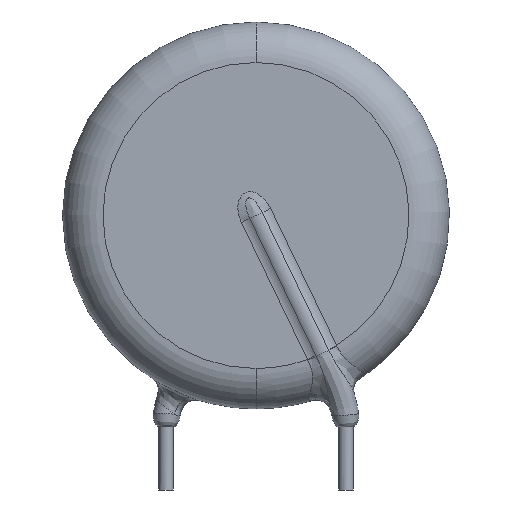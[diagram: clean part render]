
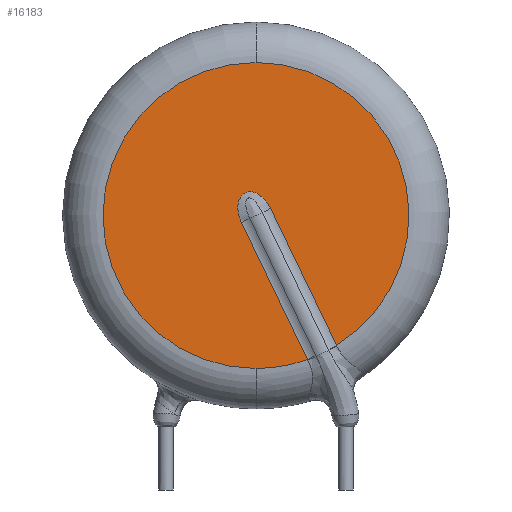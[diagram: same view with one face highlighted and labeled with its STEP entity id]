
A CAD part, front view. The second image highlights one B-rep face of the part: STEP entity #16183.
In plain terms, the highlighted planar face has unit normal (0, -1, 0).
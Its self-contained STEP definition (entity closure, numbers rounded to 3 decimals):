
#233 = CARTESIAN_POINT ( 'NONE',  ( 0.812, -2.25, 12.142 ) ) ;
#304 = CARTESIAN_POINT ( 'NONE',  ( 0.478, -2.25, 12.648 ) ) ;
#397 = VECTOR ( 'NONE', #17220, 1000. ) ;
#439 = CARTESIAN_POINT ( 'NONE',  ( 0., -2.25, 3.25 ) ) ;
#566 = CIRCLE ( 'NONE', #9546, 8.5 ) ;
#1156 = DIRECTION ( 'NONE',  ( 0., 1., 0. ) ) ;
#1938 = ORIENTED_EDGE ( 'NONE', *, *, #3937, .F. ) ;
#2017 = EDGE_CURVE ( 'NONE', #3780, #13280, #16363, .T. ) ;
#2649 = CARTESIAN_POINT ( 'NONE',  ( 0., -2.25, 20.25 ) ) ;
#2839 = CARTESIAN_POINT ( 'NONE',  ( 0.666, -2.25, 12.408 ) ) ;
#2927 = CARTESIAN_POINT ( 'NONE',  ( -0.461, -2.25, 13.061 ) ) ;
#2997 = DIRECTION ( 'NONE',  ( 0., 0., 1. ) ) ;
#3095 = CARTESIAN_POINT ( 'NONE',  ( -0.308, -2.25, 13.074 ) ) ;
#3273 = FACE_OUTER_BOUND ( 'NONE', #14764, .T. ) ;
#3698 = CARTESIAN_POINT ( 'NONE',  ( -0.812, -2.25, 11.358 ) ) ;
#3780 = VERTEX_POINT ( 'NONE', #5640 ) ;
#3937 = EDGE_CURVE ( 'NONE', #13280, #7218, #566, .T. ) ;
#3946 = CIRCLE ( 'NONE', #5338, 8.5 ) ;
#4155 = ORIENTED_EDGE ( 'NONE', *, *, #2017, .F. ) ;
#4164 = CARTESIAN_POINT ( 'NONE',  ( -0.878, -2.25, 11.496 ) ) ;
#4429 = PLANE ( 'NONE',  #13687 ) ;
#4484 = EDGE_CURVE ( 'NONE', #7218, #16239, #3946, .T. ) ;
#4491 = CARTESIAN_POINT ( 'NONE',  ( -0.845, -2.25, 12.818 ) ) ;
#4749 = EDGE_CURVE ( 'NONE', #9266, #12448, #15735, .T. ) ;
#5338 = AXIS2_PLACEMENT_3D ( 'NONE', #11807, #15145, #14891 ) ;
#5442 = ORIENTED_EDGE ( 'NONE', *, *, #4484, .F. ) ;
#5461 = ORIENTED_EDGE ( 'NONE', *, *, #8803, .T. ) ;
#5640 = CARTESIAN_POINT ( 'NONE',  ( 2.86, -2.25, 3.746 ) ) ;
#5737 = CARTESIAN_POINT ( 'NONE',  ( 0., -2.25, 11.75 ) ) ;
#6488 = DIRECTION ( 'NONE',  ( 0., 0., 1. ) ) ;
#6670 = ORIENTED_EDGE ( 'NONE', *, *, #4749, .T. ) ;
#6875 = CARTESIAN_POINT ( 'NONE',  ( -1.003, -2.25, 12.388 ) ) ;
#6960 = CARTESIAN_POINT ( 'NONE',  ( -0.975, -2.25, 12.541 ) ) ;
#7133 = CARTESIAN_POINT ( 'NONE',  ( -0.997, -2.25, 11.933 ) ) ;
#7218 = VERTEX_POINT ( 'NONE', #2649 ) ;
#7652 = DIRECTION ( 'NONE',  ( 0.434, 0., -0.901 ) ) ;
#7943 = ORIENTED_EDGE ( 'NONE', *, *, #9442, .T. ) ;
#8207 = CARTESIAN_POINT ( 'NONE',  ( -0.536, -2.25, 13.041 ) ) ;
#8260 = AXIS2_PLACEMENT_3D ( 'NONE', #13468, #14945, #2997 ) ;
#8803 = EDGE_CURVE ( 'NONE', #12448, #16239, #14127, .T. ) ;
#9266 = VERTEX_POINT ( 'NONE', #11515 ) ;
#9442 = EDGE_CURVE ( 'NONE', #3780, #9266, #11873, .T. ) ;
#9525 = CARTESIAN_POINT ( 'NONE',  ( 0.129, -2.25, 12.939 ) ) ;
#9546 = AXIS2_PLACEMENT_3D ( 'NONE', #15886, #1156, #6488 ) ;
#10260 = CARTESIAN_POINT ( 'NONE',  ( 0.812, -2.25, 12.142 ) ) ;
#10443 = VECTOR ( 'NONE', #7652, 1000. ) ;
#10918 = CARTESIAN_POINT ( 'NONE',  ( -0.812, -2.25, 11.358 ) ) ;
#11099 = DIRECTION ( 'NONE',  ( 0., 0., 1. ) ) ;
#11515 = CARTESIAN_POINT ( 'NONE',  ( -0.812, -2.25, 11.358 ) ) ;
#11517 = CARTESIAN_POINT ( 'NONE',  ( 4.484, -2.25, 4.529 ) ) ;
#11807 = CARTESIAN_POINT ( 'NONE',  ( 0., -2.25, 11.75 ) ) ;
#11873 = LINE ( 'NONE', #3698, #397 ) ;
#12234 = CARTESIAN_POINT ( 'NONE',  ( -0.007, -2.25, 13.013 ) ) ;
#12448 = VERTEX_POINT ( 'NONE', #13213 ) ;
#12497 = CARTESIAN_POINT ( 'NONE',  ( -0.741, -2.25, 12.94 ) ) ;
#13213 = CARTESIAN_POINT ( 'NONE',  ( 0.812, -2.25, 12.142 ) ) ;
#13280 = VERTEX_POINT ( 'NONE', #439 ) ;
#13468 = CARTESIAN_POINT ( 'NONE',  ( 0., -2.25, 11.75 ) ) ;
#13687 = AXIS2_PLACEMENT_3D ( 'NONE', #5737, #15369, #11099 ) ;
#13729 = CARTESIAN_POINT ( 'NONE',  ( -1.014, -2.25, 12.086 ) ) ;
#14127 = LINE ( 'NONE', #10260, #10443 ) ;
#14764 = EDGE_LOOP ( 'NONE', ( #4155, #7943, #6670, #5461, #5442, #1938 ) ) ;
#14891 = DIRECTION ( 'NONE',  ( 0., 0., 1. ) ) ;
#14945 = DIRECTION ( 'NONE',  ( 0., 1., 0. ) ) ;
#14963 = CARTESIAN_POINT ( 'NONE',  ( -0.929, -2.25, 11.638 ) ) ;
#15145 = DIRECTION ( 'NONE',  ( 0., 1., 0. ) ) ;
#15201 = CARTESIAN_POINT ( 'NONE',  ( 0.371, -2.25, 12.757 ) ) ;
#15369 = DIRECTION ( 'NONE',  ( 0., 1., 0. ) ) ;
#15735 = B_SPLINE_CURVE_WITH_KNOTS ( 'NONE', 3,
 ( #10918, #4164, #14963, #7133, #13729, #6875, #6960, #4491, #12497, #8207, #2927, #3095, #16437, #12234, #9525, #15201, #304, #2839, #16349, #233 ),
 .UNSPECIFIED., .F., .F.,
 ( 4, 2, 2, 2, 2, 2, 2, 2, 2, 4 ),
 ( 0., 0., 0.001, 0.001, 0.002, 0.002, 0.002, 0.003, 0.003, 0.004 ),
 .UNSPECIFIED. ) ;
#15886 = CARTESIAN_POINT ( 'NONE',  ( 0., -2.25, 11.75 ) ) ;
#16183 = ADVANCED_FACE ( 'NONE', ( #3273 ), #4429, .F. ) ;
#16239 = VERTEX_POINT ( 'NONE', #11517 ) ;
#16349 = CARTESIAN_POINT ( 'NONE',  ( 0.746, -2.25, 12.279 ) ) ;
#16363 = CIRCLE ( 'NONE', #8260, 8.5 ) ;
#16437 = CARTESIAN_POINT ( 'NONE',  ( -0.232, -2.25, 13.066 ) ) ;
#17220 = DIRECTION ( 'NONE',  ( -0.434, 0., 0.901 ) ) ;
